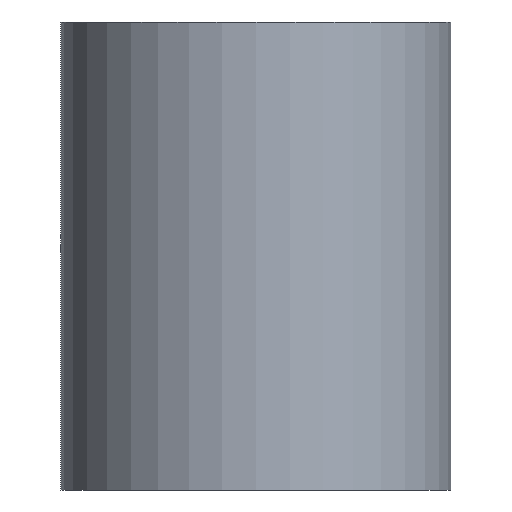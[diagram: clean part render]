
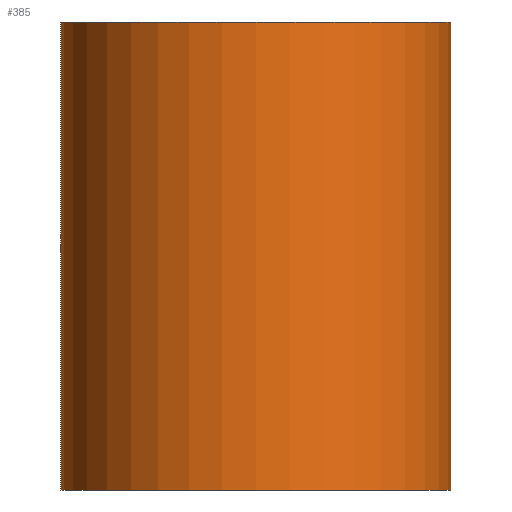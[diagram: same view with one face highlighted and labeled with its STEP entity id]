
A CAD part, front view. The second image highlights one B-rep face of the part: STEP entity #385.
In plain terms, the highlighted cylindrical face has radius 31.75 mm (diameter 63.5 mm), a full revolution.
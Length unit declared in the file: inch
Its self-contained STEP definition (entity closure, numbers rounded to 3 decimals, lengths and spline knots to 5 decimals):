
#51=FACE_OUTER_BOUND('',#77,.T.);
#77=EDGE_LOOP('',(#340,#341,#342,#343));
#86=CIRCLE('',#418,1.25);
#89=CIRCLE('',#426,1.25);
#135=LINE('',#4922,#146);
#146=VECTOR('',#490,1.25);
#170=VERTEX_POINT('',#792);
#183=VERTEX_POINT('',#4921);
#215=EDGE_CURVE('',#170,#170,#86,.T.);
#238=EDGE_CURVE('',#170,#183,#135,.T.);
#239=EDGE_CURVE('',#183,#183,#89,.T.);
#340=ORIENTED_EDGE('',*,*,#215,.F.);
#341=ORIENTED_EDGE('',*,*,#238,.T.);
#342=ORIENTED_EDGE('',*,*,#239,.T.);
#343=ORIENTED_EDGE('',*,*,#238,.F.);
#363=CYLINDRICAL_SURFACE('',#425,1.25);
#385=ADVANCED_FACE('',(#51),#363,.T.);
#418=AXIS2_PLACEMENT_3D('',#793,#473,#474);
#425=AXIS2_PLACEMENT_3D('',#4920,#488,#489);
#426=AXIS2_PLACEMENT_3D('',#4923,#491,#492);
#473=DIRECTION('center_axis',(0.,0.,1.));
#474=DIRECTION('ref_axis',(1.,0.,0.));
#488=DIRECTION('center_axis',(0.,0.,1.));
#489=DIRECTION('ref_axis',(1.,0.,0.));
#490=DIRECTION('',(0.,0.,-1.));
#491=DIRECTION('center_axis',(0.,0.,1.));
#492=DIRECTION('ref_axis',(1.,0.,0.));
#792=CARTESIAN_POINT('',(-1.25,0.,3.));
#793=CARTESIAN_POINT('Origin',(0.,0.,3.));
#4920=CARTESIAN_POINT('Origin',(0.,0.,0.));
#4921=CARTESIAN_POINT('',(-1.25,0.,0.));
#4922=CARTESIAN_POINT('',(-1.25,0.,0.));
#4923=CARTESIAN_POINT('Origin',(0.,0.,0.));
